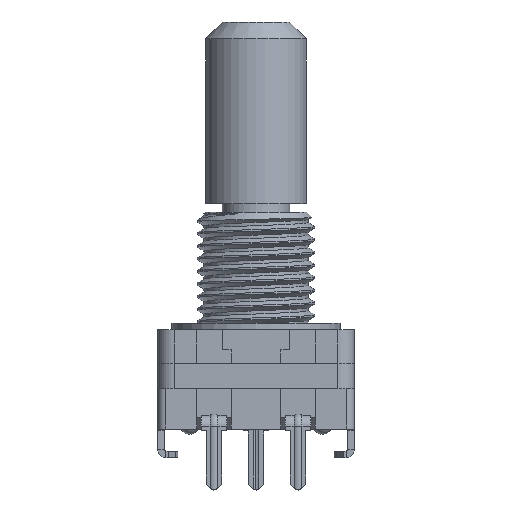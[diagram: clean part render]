
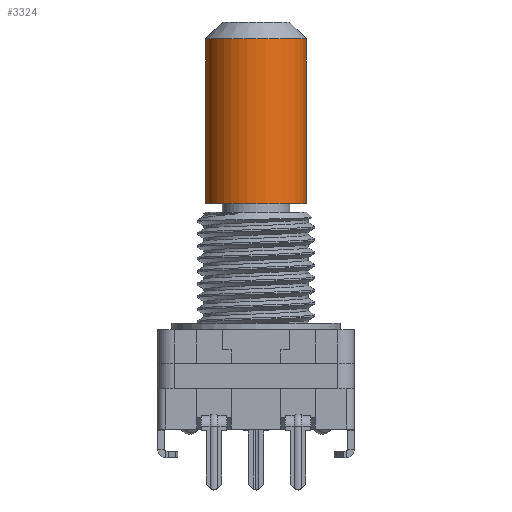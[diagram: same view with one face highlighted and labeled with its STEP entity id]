
A CAD part, top view. The second image highlights one B-rep face of the part: STEP entity #3324.
In plain terms, the highlighted cylindrical face has radius 3 mm (diameter 6 mm), a partial arc.
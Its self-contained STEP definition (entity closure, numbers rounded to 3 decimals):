
#1222 = CIRCLE ( 'NONE', #12531, 3. ) ;
#1641 = AXIS2_PLACEMENT_3D ( 'NONE', #5715, #11255, #16828 ) ;
#2446 = DIRECTION ( 'NONE',  ( 0., 0., -1. ) ) ;
#3324 = ADVANCED_FACE ( 'NONE', ( #12615 ), #7157, .T. ) ;
#3391 = VECTOR ( 'NONE', #2446, 1000. ) ;
#3956 = AXIS2_PLACEMENT_3D ( 'NONE', #14653, #5086, #4998 ) ;
#3989 = EDGE_CURVE ( 'NONE', #5049, #12283, #7996, .T. ) ;
#4080 = EDGE_CURVE ( 'NONE', #9736, #5049, #13548, .T. ) ;
#4203 = CARTESIAN_POINT ( 'NONE',  ( 0., 0., 23.5 ) ) ;
#4998 = DIRECTION ( 'NONE',  ( -1., 0., 0. ) ) ;
#5049 = VERTEX_POINT ( 'NONE', #10870 ) ;
#5086 = DIRECTION ( 'NONE',  ( 0., 0., -1. ) ) ;
#5090 = ORIENTED_EDGE ( 'NONE', *, *, #8781, .T. ) ;
#5227 = EDGE_LOOP ( 'NONE', ( #5090, #16443, #13086, #14493 ) ) ;
#5715 = CARTESIAN_POINT ( 'NONE',  ( 0., 0., -1000. ) ) ;
#7157 = CYLINDRICAL_SURFACE ( 'NONE', #1641, 3. ) ;
#7471 = CARTESIAN_POINT ( 'NONE',  ( 3., 0., 23.5 ) ) ;
#7675 = VERTEX_POINT ( 'NONE', #7471 ) ;
#7996 = CIRCLE ( 'NONE', #3956, 3. ) ;
#8781 = EDGE_CURVE ( 'NONE', #9736, #7675, #1222, .T. ) ;
#9213 = VECTOR ( 'NONE', #16056, 1000. ) ;
#9736 = VERTEX_POINT ( 'NONE', #14561 ) ;
#9818 = DIRECTION ( 'NONE',  ( -1., 0., 0. ) ) ;
#10870 = CARTESIAN_POINT ( 'NONE',  ( -3., 0., 13.7 ) ) ;
#11255 = DIRECTION ( 'NONE',  ( 0., 0., -1. ) ) ;
#12283 = VERTEX_POINT ( 'NONE', #13723 ) ;
#12440 = CARTESIAN_POINT ( 'NONE',  ( -3., 0., -1000. ) ) ;
#12459 = DIRECTION ( 'NONE',  ( 0., 0., -1. ) ) ;
#12531 = AXIS2_PLACEMENT_3D ( 'NONE', #4203, #12459, #9818 ) ;
#12615 = FACE_OUTER_BOUND ( 'NONE', #5227, .T. ) ;
#13086 = ORIENTED_EDGE ( 'NONE', *, *, #3989, .F. ) ;
#13478 = CARTESIAN_POINT ( 'NONE',  ( 3., 0., -1000. ) ) ;
#13548 = LINE ( 'NONE', #12440, #3391 ) ;
#13723 = CARTESIAN_POINT ( 'NONE',  ( 3., 0., 13.7 ) ) ;
#14493 = ORIENTED_EDGE ( 'NONE', *, *, #4080, .F. ) ;
#14561 = CARTESIAN_POINT ( 'NONE',  ( -3., 0., 23.5 ) ) ;
#14653 = CARTESIAN_POINT ( 'NONE',  ( 0., 0., 13.7 ) ) ;
#16056 = DIRECTION ( 'NONE',  ( 0., 0., -1. ) ) ;
#16251 = EDGE_CURVE ( 'NONE', #7675, #12283, #16311, .T. ) ;
#16311 = LINE ( 'NONE', #13478, #9213 ) ;
#16443 = ORIENTED_EDGE ( 'NONE', *, *, #16251, .T. ) ;
#16828 = DIRECTION ( 'NONE',  ( -1., 0., 0. ) ) ;
